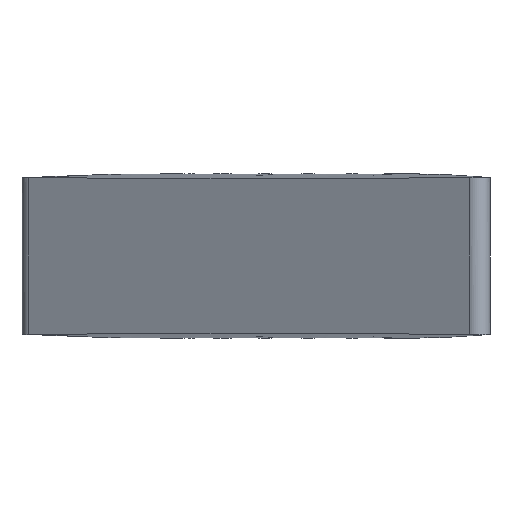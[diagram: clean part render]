
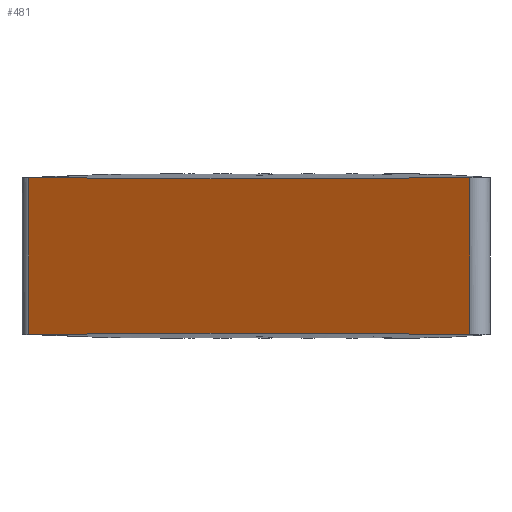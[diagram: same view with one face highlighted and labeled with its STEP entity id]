
A CAD part, left-side view. The second image highlights one B-rep face of the part: STEP entity #481.
In plain terms, the highlighted planar face has unit normal (-0.866, 0.5, 0).
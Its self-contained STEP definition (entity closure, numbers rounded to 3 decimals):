
#43=FACE_OUTER_BOUND('',#527,.T.);
#48=LINE('',#4882,#54);
#50=LINE('',#4885,#56);
#54=VECTOR('',#2228,1.);
#56=VECTOR('',#2232,1.);
#64=PLANE('',#2195);
#445=B_SPLINE_CURVE_WITH_KNOTS('',3,(#4157,#4158,#4159,#4160),
 .UNSPECIFIED.,.F.,.F.,(4,4),(0.,1.),.UNSPECIFIED.);
#446=B_SPLINE_CURVE_WITH_KNOTS('',3,(#4162,#4163,#4164,#4165),
 .UNSPECIFIED.,.F.,.F.,(4,4),(0.,1.),.UNSPECIFIED.);
#447=B_SPLINE_CURVE_WITH_KNOTS('',3,(#4167,#4168,#4169,#4170),
 .UNSPECIFIED.,.F.,.F.,(4,4),(0.,1.),.UNSPECIFIED.);
#457=B_SPLINE_CURVE_WITH_KNOTS('',3,(#4525,#4526,#4527,#4528),
 .UNSPECIFIED.,.F.,.F.,(4,4),(0.,1.),.UNSPECIFIED.);
#458=B_SPLINE_CURVE_WITH_KNOTS('',3,(#4530,#4531,#4532,#4533),
 .UNSPECIFIED.,.F.,.F.,(4,4),(0.,1.),.UNSPECIFIED.);
#459=B_SPLINE_CURVE_WITH_KNOTS('',3,(#4535,#4536,#4537,#4538),
 .UNSPECIFIED.,.F.,.F.,(4,4),(0.,1.),.UNSPECIFIED.);
#481=ADVANCED_FACE('',(#43),#64,.T.);
#527=EDGE_LOOP('',(#1320,#1321,#1322,#1323,#1324,#1325,#1326,#1327));
#1320=ORIENTED_EDGE('',*,*,#2160,.T.);
#1321=ORIENTED_EDGE('',*,*,#2159,.T.);
#1322=ORIENTED_EDGE('',*,*,#2158,.T.);
#1323=ORIENTED_EDGE('',*,*,#2170,.F.);
#1324=ORIENTED_EDGE('',*,*,#2148,.T.);
#1325=ORIENTED_EDGE('',*,*,#2147,.T.);
#1326=ORIENTED_EDGE('',*,*,#2146,.T.);
#1327=ORIENTED_EDGE('',*,*,#2168,.T.);
#1740=VERTEX_POINT('',#4156);
#1741=VERTEX_POINT('',#4161);
#1742=VERTEX_POINT('',#4166);
#1743=VERTEX_POINT('',#4171);
#1752=VERTEX_POINT('',#4524);
#1753=VERTEX_POINT('',#4529);
#1754=VERTEX_POINT('',#4534);
#1755=VERTEX_POINT('',#4539);
#2146=EDGE_CURVE('',#1741,#1740,#445,.T.);
#2147=EDGE_CURVE('',#1742,#1741,#446,.T.);
#2148=EDGE_CURVE('',#1743,#1742,#447,.T.);
#2158=EDGE_CURVE('',#1753,#1752,#457,.T.);
#2159=EDGE_CURVE('',#1754,#1753,#458,.T.);
#2160=EDGE_CURVE('',#1755,#1754,#459,.T.);
#2168=EDGE_CURVE('',#1740,#1755,#48,.T.);
#2170=EDGE_CURVE('',#1743,#1752,#50,.T.);
#2195=AXIS2_PLACEMENT_3D('',#4886,#2233,#2234);
#2228=DIRECTION('',(0.,0.,-1.));
#2232=DIRECTION('',(0.,0.,-1.));
#2233=DIRECTION('',(-0.866,0.5,0.));
#2234=DIRECTION('',(-0.5,-0.866,0.));
#4156=CARTESIAN_POINT('',(-0.346,8.925,-0.102));
#4157=CARTESIAN_POINT('',(-3.408,3.622,-0.144));
#4158=CARTESIAN_POINT('',(-2.388,5.389,-0.13));
#4159=CARTESIAN_POINT('',(-1.367,7.157,-0.115));
#4160=CARTESIAN_POINT('',(-0.346,8.925,-0.1));
#4161=CARTESIAN_POINT('',(-3.417,3.606,-0.144));
#4162=CARTESIAN_POINT('',(-4.822,1.172,-0.144));
#4163=CARTESIAN_POINT('',(-4.357,1.978,-0.144));
#4164=CARTESIAN_POINT('',(-3.892,2.784,-0.144));
#4165=CARTESIAN_POINT('',(-3.426,3.59,-0.144));
#4166=CARTESIAN_POINT('',(-4.832,1.157,-0.144));
#4167=CARTESIAN_POINT('',(-7.902,-4.162,-0.1));
#4168=CARTESIAN_POINT('',(-6.882,-2.395,-0.115));
#4169=CARTESIAN_POINT('',(-5.861,-0.627,-0.13));
#4170=CARTESIAN_POINT('',(-4.841,1.141,-0.144));
#4171=CARTESIAN_POINT('',(-7.902,-4.163,-0.101));
#4524=CARTESIAN_POINT('',(-7.902,-4.163,-4.759));
#4525=CARTESIAN_POINT('',(-4.841,1.141,-4.716));
#4526=CARTESIAN_POINT('',(-5.861,-0.627,-4.73));
#4527=CARTESIAN_POINT('',(-6.882,-2.395,-4.745));
#4528=CARTESIAN_POINT('',(-7.902,-4.163,-4.76));
#4529=CARTESIAN_POINT('',(-4.832,1.157,-4.716));
#4530=CARTESIAN_POINT('',(-3.426,3.59,-4.716));
#4531=CARTESIAN_POINT('',(-3.892,2.784,-4.716));
#4532=CARTESIAN_POINT('',(-4.357,1.978,-4.716));
#4533=CARTESIAN_POINT('',(-4.822,1.172,-4.716));
#4534=CARTESIAN_POINT('',(-3.417,3.606,-4.716));
#4535=CARTESIAN_POINT('',(-0.346,8.925,-4.76));
#4536=CARTESIAN_POINT('',(-1.367,7.157,-4.745));
#4537=CARTESIAN_POINT('',(-2.388,5.389,-4.73));
#4538=CARTESIAN_POINT('',(-3.408,3.622,-4.716));
#4539=CARTESIAN_POINT('',(-0.346,8.925,-4.758));
#4882=CARTESIAN_POINT('',(-0.346,8.925,0.1));
#4885=CARTESIAN_POINT('',(-7.902,-4.163,0.1));
#4886=CARTESIAN_POINT('',(-0.346,8.925,0.1));
